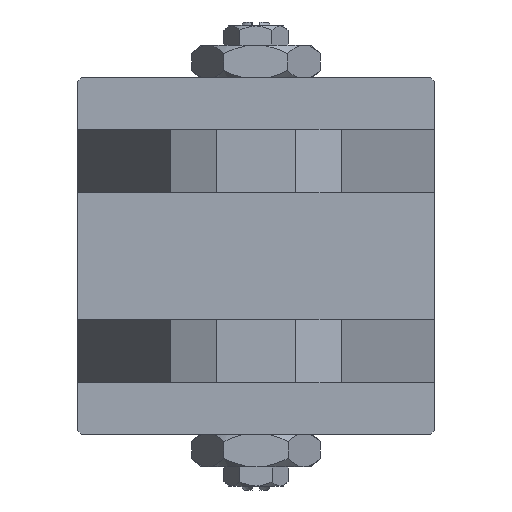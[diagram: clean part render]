
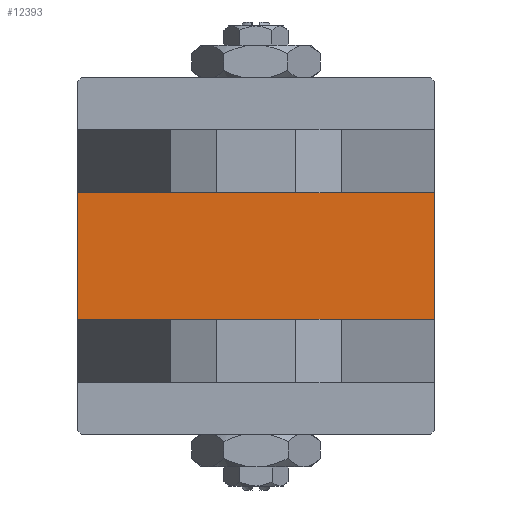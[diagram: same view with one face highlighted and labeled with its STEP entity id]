
A CAD part, left-side view. The second image highlights one B-rep face of the part: STEP entity #12393.
In plain terms, the highlighted planar face has unit normal (-1, 0, 0).
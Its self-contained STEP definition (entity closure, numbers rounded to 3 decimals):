
#643 = VERTEX_POINT ( 'NONE', #34201 ) ;
#1535 = ORIENTED_EDGE ( 'NONE', *, *, #44565, .T. ) ;
#2524 = CARTESIAN_POINT ( 'NONE',  ( 0., 0., 0. ) ) ;
#5850 = PLANE ( 'NONE',  #14780 ) ;
#6966 = VECTOR ( 'NONE', #33054, 1000. ) ;
#7132 = CARTESIAN_POINT ( 'NONE',  ( 0., 22.5, 22.5 ) ) ;
#7849 = ORIENTED_EDGE ( 'NONE', *, *, #22343, .T. ) ;
#9427 = DIRECTION ( 'NONE',  ( 0., 0., -1. ) ) ;
#10729 = CARTESIAN_POINT ( 'NONE',  ( 0., -8., -22.5 ) ) ;
#12393 = ADVANCED_FACE ( 'NONE', ( #43596 ), #5850, .T. ) ;
#12973 = DIRECTION ( 'NONE',  ( 0., 0., -1. ) ) ;
#13868 = VERTEX_POINT ( 'NONE', #26128 ) ;
#14685 = VECTOR ( 'NONE', #12973, 1000. ) ;
#14780 = AXIS2_PLACEMENT_3D ( 'NONE', #2524, #22652, #52977 ) ;
#15663 = VECTOR ( 'NONE', #32462, 1000. ) ;
#16798 = LINE ( 'NONE', #23983, #6966 ) ;
#22099 = LINE ( 'NONE', #34766, #52865 ) ;
#22107 = EDGE_LOOP ( 'NONE', ( #1535, #53912, #38459, #7849 ) ) ;
#22201 = VERTEX_POINT ( 'NONE', #34356 ) ;
#22343 = EDGE_CURVE ( 'NONE', #13868, #22201, #22099, .T. ) ;
#22652 = DIRECTION ( 'NONE',  ( -1., 0., 0. ) ) ;
#23400 = LINE ( 'NONE', #7132, #15663 ) ;
#23983 = CARTESIAN_POINT ( 'NONE',  ( 0., 22.5, -22.5 ) ) ;
#26128 = CARTESIAN_POINT ( 'NONE',  ( 0., 8., 22.5 ) ) ;
#30310 = CARTESIAN_POINT ( 'NONE',  ( 0., -8., 22.5 ) ) ;
#32462 = DIRECTION ( 'NONE',  ( 0., -1., 0. ) ) ;
#33054 = DIRECTION ( 'NONE',  ( 0., -1., 0. ) ) ;
#34201 = CARTESIAN_POINT ( 'NONE',  ( 0., -8., 22.5 ) ) ;
#34356 = CARTESIAN_POINT ( 'NONE',  ( 0., 8., -22.5 ) ) ;
#34766 = CARTESIAN_POINT ( 'NONE',  ( 0., 8., 22.5 ) ) ;
#35716 = EDGE_CURVE ( 'NONE', #643, #52692, #50735, .T. ) ;
#38459 = ORIENTED_EDGE ( 'NONE', *, *, #41434, .F. ) ;
#41434 = EDGE_CURVE ( 'NONE', #13868, #643, #23400, .T. ) ;
#43596 = FACE_OUTER_BOUND ( 'NONE', #22107, .T. ) ;
#44565 = EDGE_CURVE ( 'NONE', #22201, #52692, #16798, .T. ) ;
#50735 = LINE ( 'NONE', #30310, #14685 ) ;
#52692 = VERTEX_POINT ( 'NONE', #10729 ) ;
#52865 = VECTOR ( 'NONE', #9427, 1000. ) ;
#52977 = DIRECTION ( 'NONE',  ( 0., 0., 1. ) ) ;
#53912 = ORIENTED_EDGE ( 'NONE', *, *, #35716, .F. ) ;
